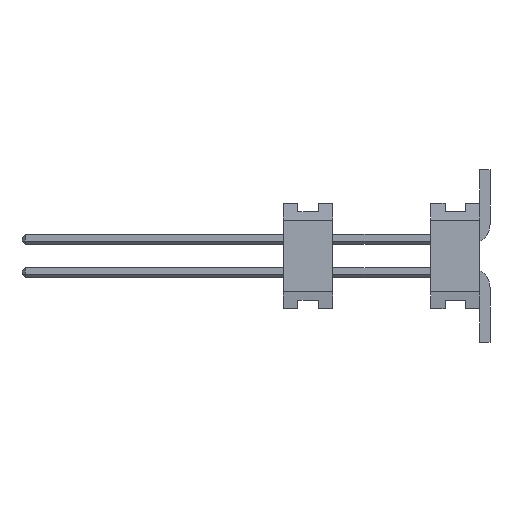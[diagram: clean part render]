
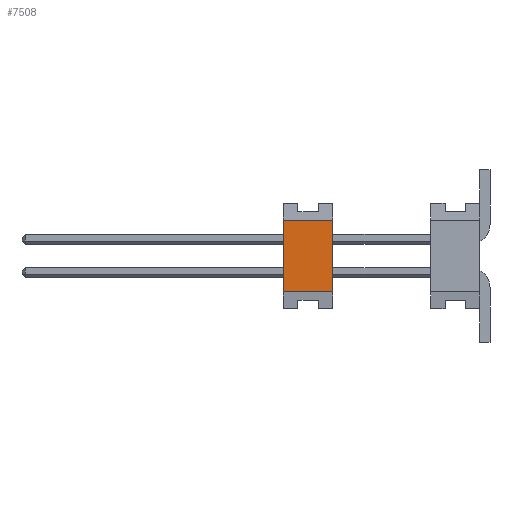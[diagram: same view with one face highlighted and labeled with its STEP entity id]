
A CAD part, left-side view. The second image highlights one B-rep face of the part: STEP entity #7508.
In plain terms, the highlighted planar face has unit normal (-1, 0, 0).
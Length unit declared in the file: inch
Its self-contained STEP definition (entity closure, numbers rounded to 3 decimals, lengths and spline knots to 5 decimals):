
#2476 = LINE ( 'NONE', #2536, #2535 ) ;
#2529 = DIRECTION ( 'NONE',  ( 0., 1., 0. ) ) ;
#2530 = VECTOR ( 'NONE', #2529, 39.37008 ) ;
#2531 = CARTESIAN_POINT ( 'NONE',  ( -0.11811, 0.14525, 0.0425 ) ) ;
#2533 = LINE ( 'NONE', #2531, #2530 ) ;
#2534 = DIRECTION ( 'NONE',  ( 0., 1., 0. ) ) ;
#2535 = VECTOR ( 'NONE', #2534, 39.37008 ) ;
#2536 = CARTESIAN_POINT ( 'NONE',  ( -0.11811, 0.14525, -0.0425 ) ) ;
#2982 = FACE_OUTER_BOUND ( 'NONE', #7524, .T. ) ;
#3004 = PLANE ( 'NONE',  #3101 ) ;
#3098 = DIRECTION ( 'NONE',  ( 0., 0., -1. ) ) ;
#3099 = DIRECTION ( 'NONE',  ( 1., 0., 0. ) ) ;
#3100 = CARTESIAN_POINT ( 'NONE',  ( -0.11811, 0.14525, -0.0425 ) ) ;
#3101 = AXIS2_PLACEMENT_3D ( 'NONE', #3100, #3099, #3098 ) ;
#4124 = DIRECTION ( 'NONE',  ( 0., 0., -1. ) ) ;
#4125 = VECTOR ( 'NONE', #4124, 39.37008 ) ;
#4126 = CARTESIAN_POINT ( 'NONE',  ( -0.11811, 0.14525, -0.0425 ) ) ;
#4127 = LINE ( 'NONE', #4126, #4125 ) ;
#6184 = CARTESIAN_POINT ( 'NONE',  ( -0.11811, 0.14525, 0.0425 ) ) ;
#6583 = CARTESIAN_POINT ( 'NONE',  ( -0.11811, 0.14525, -0.0425 ) ) ;
#7373 = ORIENTED_EDGE ( 'NONE', *, *, #7374, .F. ) ;
#7374 = EDGE_CURVE ( 'NONE', #8032, #8335, #2476, .T. ) ;
#7375 = ORIENTED_EDGE ( 'NONE', *, *, #7989, .F. ) ;
#7376 = ORIENTED_EDGE ( 'NONE', *, *, #7377, .T. ) ;
#7377 = EDGE_CURVE ( 'NONE', #8091, #8362, #2533, .T. ) ;
#7508 = ADVANCED_FACE ( 'NONE', ( #2982 ), #3004, .F. ) ;
#7524 = EDGE_LOOP ( 'NONE', ( #7525, #7373, #7375, #7376 ) ) ;
#7525 = ORIENTED_EDGE ( 'NONE', *, *, #8361, .T. ) ;
#7799 = CARTESIAN_POINT ( 'NONE',  ( -0.11811, 0.20375, -0.0425 ) ) ;
#7989 = EDGE_CURVE ( 'NONE', #8091, #8032, #4127, .T. ) ;
#8032 = VERTEX_POINT ( 'NONE', #6583 ) ;
#8091 = VERTEX_POINT ( 'NONE', #6184 ) ;
#8335 = VERTEX_POINT ( 'NONE', #7799 ) ;
#8361 = EDGE_CURVE ( 'NONE', #8362, #8335, #8755, .T. ) ;
#8362 = VERTEX_POINT ( 'NONE', #8751 ) ;
#8751 = CARTESIAN_POINT ( 'NONE',  ( -0.11811, 0.20375, 0.0425 ) ) ;
#8752 = DIRECTION ( 'NONE',  ( 0., 0., -1. ) ) ;
#8753 = VECTOR ( 'NONE', #8752, 39.37008 ) ;
#8754 = CARTESIAN_POINT ( 'NONE',  ( -0.11811, 0.20375, -0.0425 ) ) ;
#8755 = LINE ( 'NONE', #8754, #8753 ) ;
